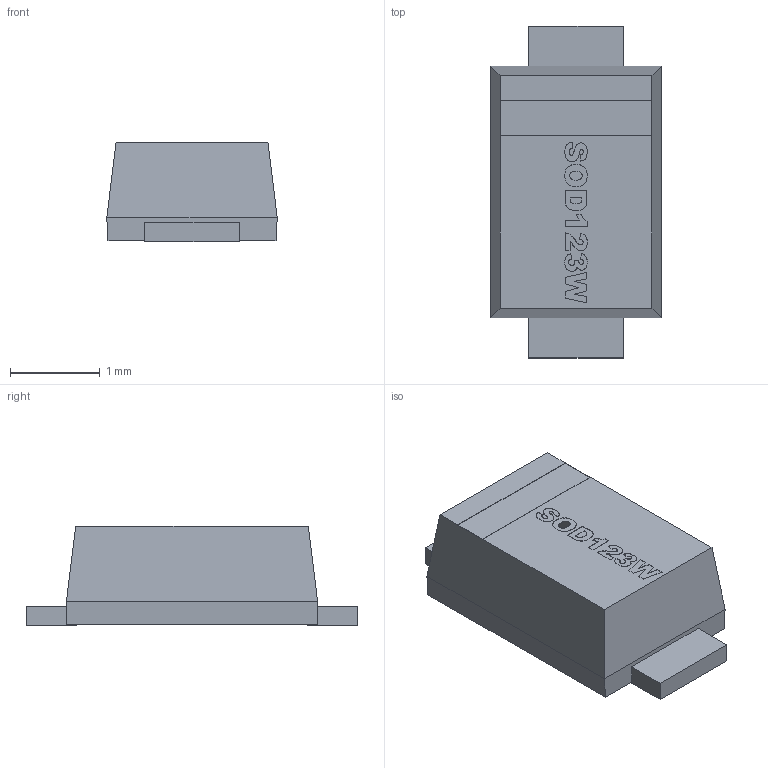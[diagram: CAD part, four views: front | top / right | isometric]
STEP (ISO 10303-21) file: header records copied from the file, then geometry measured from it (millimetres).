
FILE_DESCRIPTION (( 'STEP AP214' ), '1' );
FILE_NAME ('52AA3929-F28A-42AD-B7A0-67E59B80C771.STEP', '2022-10-06T23:54:58', ( '' ), ( '' ), 'SwSTEP 2.0', 'SolidWorks 2022', '' );
FILE_SCHEMA (( 'AUTOMOTIVE_DESIGN' ));
Length unit declared in the file: metre
Products named in the file (1): 52AA3929-F28A-42AD-B7A0-67E59B80C771
Bounding box: 1.9 x 3.7 x 1.11 mm (x, y, z)
Surface area: 22.1 mm2 (no closed solid volume)
Topology: 0 solids, 1 shells, 83 faces, 213 edges, 140 vertices
Faces by surface type: plane 65, bspline 16, cylinder 2
Entity records: 3823 total; most frequent: CARTESIAN_POINT 1675, ORIENTED_EDGE 422, DIRECTION 317, EDGE_CURVE 213, LINE 173, VECTOR 173, VERTEX_POINT 140, EDGE_LOOP 93
